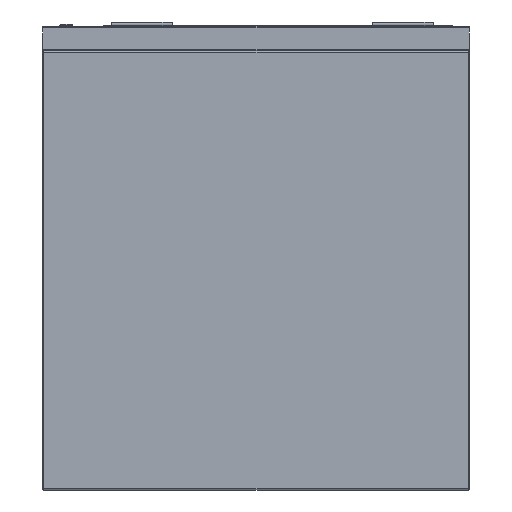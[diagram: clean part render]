
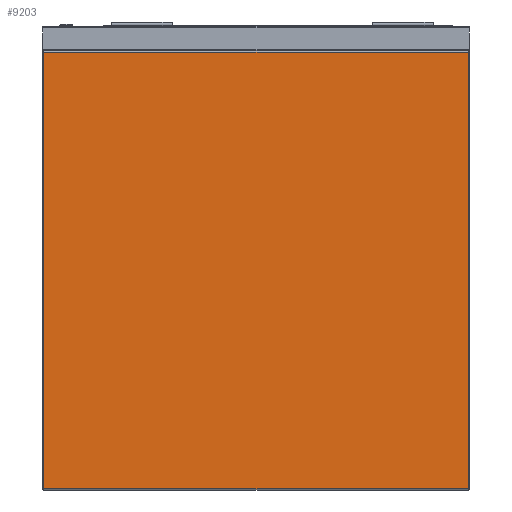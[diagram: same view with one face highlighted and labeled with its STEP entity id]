
A CAD part, left-side view. The second image highlights one B-rep face of the part: STEP entity #9203.
In plain terms, the highlighted planar face has unit normal (-1, 0, 0).
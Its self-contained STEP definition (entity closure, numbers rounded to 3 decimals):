
#346 = DIRECTION ( 'NONE',  ( 0., 0., 1. ) ) ;
#680 = ORIENTED_EDGE ( 'NONE', *, *, #2943, .T. ) ;
#1241 = CARTESIAN_POINT ( 'NONE',  ( -297.5, -350., -758. ) ) ;
#1313 = VERTEX_POINT ( 'NONE', #14171 ) ;
#1648 = FACE_OUTER_BOUND ( 'NONE', #14910, .T. ) ;
#1722 = PLANE ( 'NONE',  #11285 ) ;
#2763 = VECTOR ( 'NONE', #9212, 1000. ) ;
#2826 = ORIENTED_EDGE ( 'NONE', *, *, #6220, .T. ) ;
#2943 = EDGE_CURVE ( 'NONE', #13756, #5068, #11803, .T. ) ;
#3198 = CARTESIAN_POINT ( 'NONE',  ( -297.5, 350., -42. ) ) ;
#3605 = CARTESIAN_POINT ( 'NONE',  ( -297.5, 348., -760. ) ) ;
#4975 = DIRECTION ( 'NONE',  ( -1., 0., 0. ) ) ;
#5068 = VERTEX_POINT ( 'NONE', #10993 ) ;
#5370 = CARTESIAN_POINT ( 'NONE',  ( -297.5, 348., -42. ) ) ;
#6220 = EDGE_CURVE ( 'NONE', #7644, #13756, #10919, .T. ) ;
#6371 = CARTESIAN_POINT ( 'NONE',  ( -297.5, -350., -760. ) ) ;
#6463 = EDGE_CURVE ( 'NONE', #5068, #1313, #15058, .T. ) ;
#6666 = VECTOR ( 'NONE', #10636, 1000. ) ;
#7557 = VECTOR ( 'NONE', #15210, 1000. ) ;
#7644 = VERTEX_POINT ( 'NONE', #5370 ) ;
#9203 = ADVANCED_FACE ( 'Fl�che7', ( #1648 ), #1722, .T. ) ;
#9212 = DIRECTION ( 'NONE',  ( 0., 0., 1. ) ) ;
#9338 = CARTESIAN_POINT ( 'NONE',  ( -297.5, 348., -758. ) ) ;
#10055 = ORIENTED_EDGE ( 'NONE', *, *, #14481, .T. ) ;
#10437 = CARTESIAN_POINT ( 'NONE',  ( -297.5, -348., -760. ) ) ;
#10636 = DIRECTION ( 'NONE',  ( 0., -1., 0. ) ) ;
#10919 = LINE ( 'NONE', #3605, #12133 ) ;
#10993 = CARTESIAN_POINT ( 'NONE',  ( -297.5, -348., -758. ) ) ;
#11285 = AXIS2_PLACEMENT_3D ( 'NONE', #6371, #4975, #346 ) ;
#11803 = LINE ( 'NONE', #1241, #6666 ) ;
#12133 = VECTOR ( 'NONE', #13238, 1000. ) ;
#13238 = DIRECTION ( 'NONE',  ( 0., 0., -1. ) ) ;
#13406 = ORIENTED_EDGE ( 'NONE', *, *, #6463, .T. ) ;
#13756 = VERTEX_POINT ( 'NONE', #9338 ) ;
#14171 = CARTESIAN_POINT ( 'NONE',  ( -297.5, -348., -42. ) ) ;
#14481 = EDGE_CURVE ( 'NONE', #1313, #7644, #14984, .T. ) ;
#14910 = EDGE_LOOP ( 'NONE', ( #13406, #10055, #2826, #680 ) ) ;
#14984 = LINE ( 'NONE', #3198, #7557 ) ;
#15058 = LINE ( 'NONE', #10437, #2763 ) ;
#15210 = DIRECTION ( 'NONE',  ( 0., 1., 0. ) ) ;
